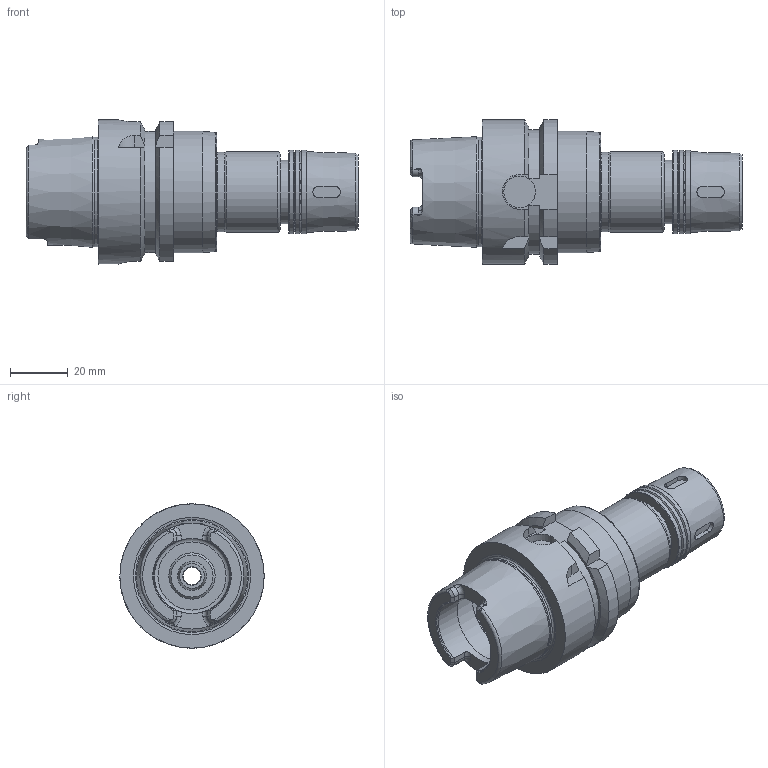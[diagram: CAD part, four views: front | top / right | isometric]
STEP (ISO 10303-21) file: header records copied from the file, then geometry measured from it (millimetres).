
FILE_DESCRIPTION((''),'2;1');
FILE_NAME('538014009090-3D.stp','2020-01-09T13:49:47',('nttooll'),(''),'Autodesk Inventor 2012','Autodesk Inventor 2012','');
FILE_SCHEMA(('AUTOMOTIVE_DESIGN { 1 0 10303 214 1 1 1 1 }'));
Length unit declared in the file: millimetre
Products named in the file (1): 538014009090-3D
Bounding box: 115 x 50 x 50 mm (x, y, z)
Volume: 94512.1 mm3; surface area: 25551 mm2
Topology: 1 solids, 1 shells, 183 faces, 426 edges, 265 vertices
Faces by surface type: plane 74, cylinder 54, cone 38, torus 17
Full cylindrical faces by diameter (mm): 6 x1, 6.4 x1, 9.3 x1, 9.5 x1, 10 x2, 10.5 x1, 11 x1, 13 x1, 13.5 x1, 15.5 x1, 16 x1, 19 x1, 22 x1, 26 x1, 26.6 x1, 27.6 x1, 28 x1, 29 x3, 32 x1, 37.9 x1, 42 x1, 50 x1
Entity records: 5154 total; most frequent: CARTESIAN_POINT 1230, DIRECTION 836, ORIENTED_EDGE 724, EDGE_CURVE 362, AXIS2_PLACEMENT_3D 350, EDGE_LOOP 262, VERTEX_POINT 258, FACE_OUTER_BOUND 183
